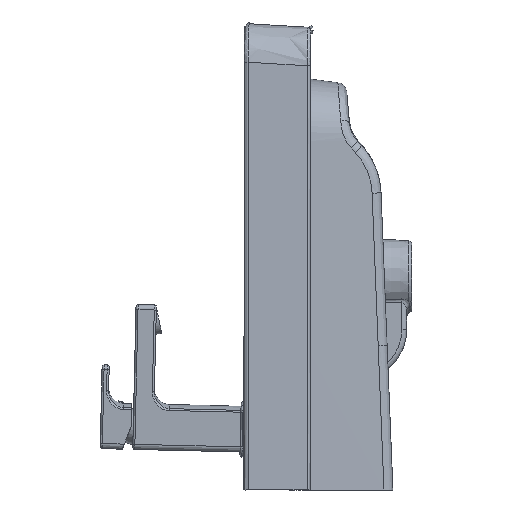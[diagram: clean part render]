
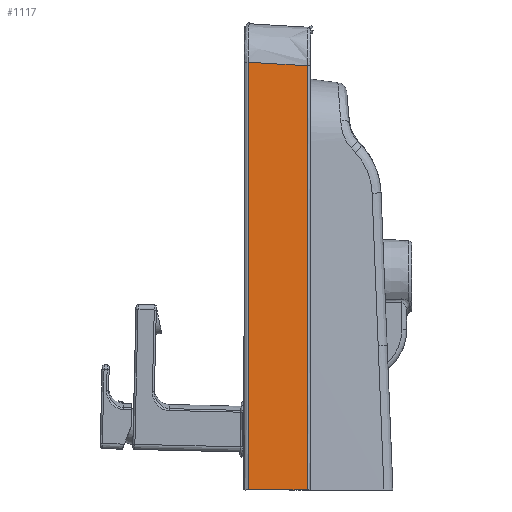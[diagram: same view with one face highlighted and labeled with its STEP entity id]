
A CAD part, left-side view. The second image highlights one B-rep face of the part: STEP entity #1117.
In plain terms, the highlighted planar face has unit normal (-0.998, -0.061, -0.002).
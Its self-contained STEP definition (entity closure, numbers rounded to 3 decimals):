
#429=PLANE('',#7307);
#1117=ADVANCED_FACE('',(#1643),#429,.T.);
#1643=FACE_OUTER_BOUND('',#2089,.T.);
#2089=EDGE_LOOP('',(#3545,#3546,#3547,#3548));
#2446=LINE('',#28856,#2619);
#2619=VECTOR('',#7955,1.);
#3545=ORIENTED_EDGE('',*,*,#5977,.T.);
#3546=ORIENTED_EDGE('',*,*,#6115,.T.);
#3547=ORIENTED_EDGE('',*,*,#6100,.T.);
#3548=ORIENTED_EDGE('',*,*,#6116,.T.);
#5234=VERTEX_POINT('',#28855);
#5235=VERTEX_POINT('',#28857);
#5314=VERTEX_POINT('',#32355);
#5315=VERTEX_POINT('',#32356);
#5977=EDGE_CURVE('',#5235,#5234,#2446,.T.);
#6100=EDGE_CURVE('',#5314,#5315,#6981,.T.);
#6115=EDGE_CURVE('',#5234,#5314,#6988,.T.);
#6116=EDGE_CURVE('',#5315,#5235,#6989,.T.);
#6981=B_SPLINE_CURVE_WITH_KNOTS('',3,(#32347,#32348,#32349,#32350,#32351,
#32352,#32353,#32354),.UNSPECIFIED.,.F.,.F.,(4,2,2,4),(0.,0.222,
0.551,1.),.UNSPECIFIED.);
#6988=B_SPLINE_CURVE_WITH_KNOTS('',3,(#32911,#32912,#32913,#32914,#32915,
#32916,#32917,#32918,#32919,#32920),.UNSPECIFIED.,.F.,.F.,(4,2,2,2,4),(0.,
0.153,0.435,0.718,1.),.UNSPECIFIED.);
#6989=B_SPLINE_CURVE_WITH_KNOTS('',3,(#32933,#32934,#32935,#32936,#32937,
#32938),.UNSPECIFIED.,.F.,.F.,(4,2,4),(0.,0.595,1.),
 .UNSPECIFIED.);
#7307=AXIS2_PLACEMENT_3D('',#32939,#8052,#8053);
#7955=DIRECTION('',(0.061,-0.998,0.));
#8052=DIRECTION('',(-0.998,-0.061,-0.002));
#8053=DIRECTION('',(0.061,-0.998,0.));
#28855=CARTESIAN_POINT('',(-245.447,51.216,-198.45));
#28856=CARTESIAN_POINT('',(-247.262,80.899,-198.45));
#28857=CARTESIAN_POINT('',(-248.99,109.154,-198.45));
#32347=CARTESIAN_POINT('',(-246.349,51.068,218.625));
#32348=CARTESIAN_POINT('',(-246.611,55.35,218.882));
#32349=CARTESIAN_POINT('',(-246.874,59.633,219.138));
#32350=CARTESIAN_POINT('',(-247.527,70.293,219.776));
#32351=CARTESIAN_POINT('',(-247.918,76.671,220.158));
#32352=CARTESIAN_POINT('',(-248.84,91.719,221.058));
#32353=CARTESIAN_POINT('',(-249.372,100.39,221.577));
#32354=CARTESIAN_POINT('',(-249.903,109.061,222.096));
#32355=CARTESIAN_POINT('',(-246.349,51.068,218.625));
#32356=CARTESIAN_POINT('',(-249.903,109.061,222.096));
#32911=CARTESIAN_POINT('',(-245.447,51.216,-198.45));
#32912=CARTESIAN_POINT('',(-245.493,51.208,-177.221));
#32913=CARTESIAN_POINT('',(-245.539,51.2,-155.992));
#32914=CARTESIAN_POINT('',(-245.669,51.179,-95.498));
#32915=CARTESIAN_POINT('',(-245.754,51.165,-56.233));
#32916=CARTESIAN_POINT('',(-245.924,51.137,22.298));
#32917=CARTESIAN_POINT('',(-246.009,51.123,61.564));
#32918=CARTESIAN_POINT('',(-246.179,51.096,140.094));
#32919=CARTESIAN_POINT('',(-246.264,51.082,179.36));
#32920=CARTESIAN_POINT('',(-246.349,51.068,218.625));
#32933=CARTESIAN_POINT('',(-249.903,109.061,222.096));
#32934=CARTESIAN_POINT('',(-249.722,109.081,138.626));
#32935=CARTESIAN_POINT('',(-249.541,109.098,55.156));
#32936=CARTESIAN_POINT('',(-249.237,109.128,-85.026));
#32937=CARTESIAN_POINT('',(-249.113,109.14,-141.738));
#32938=CARTESIAN_POINT('',(-248.99,109.154,-198.45));
#32939=CARTESIAN_POINT('',(-250.25,113.398,259.385));
